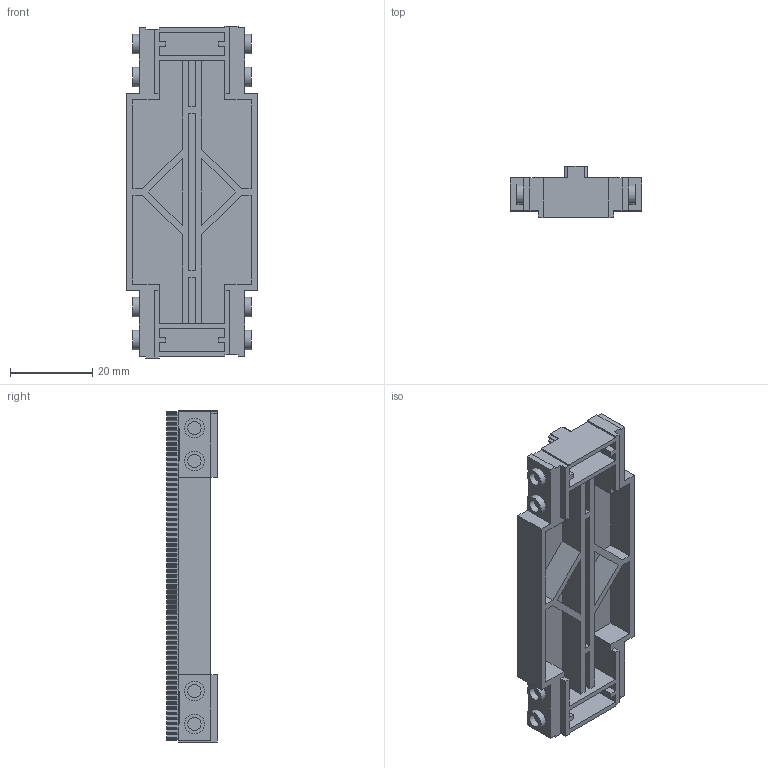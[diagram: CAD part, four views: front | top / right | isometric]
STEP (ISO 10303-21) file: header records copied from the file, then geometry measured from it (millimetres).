
FILE_DESCRIPTION(('Open CASCADE Model'),'2;1');
FILE_NAME('Open CASCADE Shape Model','2024-11-10T01:02:02',('Author'),( 'Open CASCADE'),'Open CASCADE STEP processor 7.7','Open CASCADE 7.7' ,'Unknown');
FILE_SCHEMA(('AUTOMOTIVE_DESIGN { 1 0 10303 214 1 1 1 1 }'));
Length unit declared in the file: millimetre
Products named in the file (1): Open CASCADE STEP translator 7.7 4
Bounding box: 32 x 12.4 x 80.8 mm (x, y, z)
Volume: 10876.9 mm3; surface area: 12225.6 mm2
Topology: 1 solids, 1 shells, 697 faces, 2022 edges, 1348 vertices
Faces by surface type: plane 681, cylinder 16
Full cylindrical faces by diameter (mm): 3.2 x8, 4.8 x8
Entity records: 48852 total; most frequent: CARTESIAN_POINT 8208, DIRECTION 7478, LINE 6002, VECTOR 6002, ORIENTED_EDGE 4044, PCURVE 4044, DEFINITIONAL_REPRESENTATION 4044, EDGE_CURVE 2022
